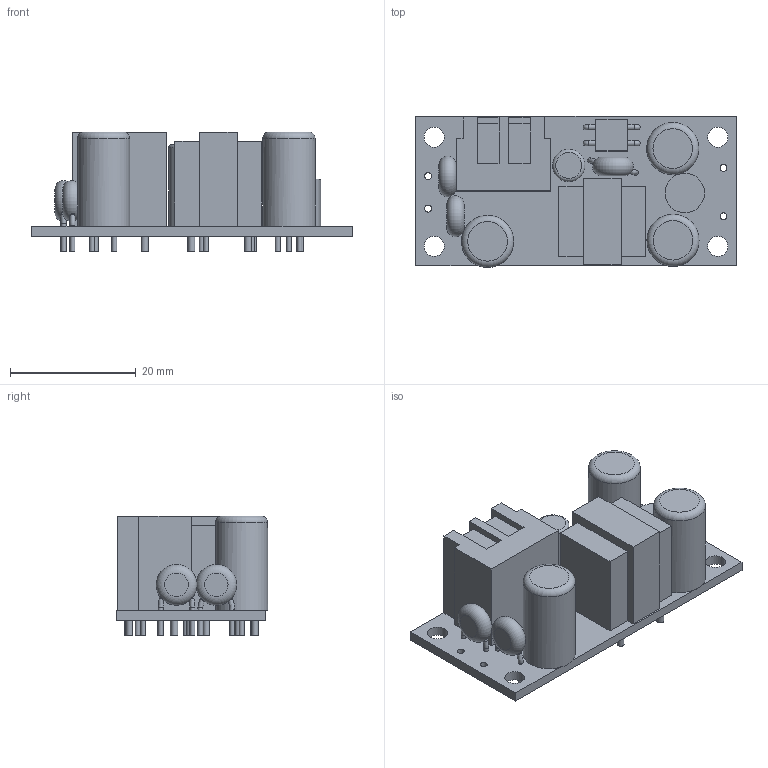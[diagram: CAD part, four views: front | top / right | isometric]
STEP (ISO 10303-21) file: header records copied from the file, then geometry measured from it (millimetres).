
FILE_DESCRIPTION(/* description */ (''),/* implementation_level */ '2;1');
FILE_NAME(/* name */ 'SANMIM SM-PLG06A v6.step',/* time_stamp */ '2021-04-14T00:57:05+02:00',/* author */ (''),/* organization */ (''),/* preprocessor_version */ 'ST-DEVELOPER v18.1',/* originating_system */ 'Autodesk Translation Framework v10.6.0.1341',/* authorisation */ '');
FILE_SCHEMA (('AUTOMOTIVE_DESIGN { 1 0 10303 214 3 1 1 }'));
Length unit declared in the file: millimetre
Products named in the file (1): SANMIM SM-PLG06A
Bounding box: 51 x 24.09 x 19.1 mm (x, y, z)
Volume: 10041.8 mm3; surface area: 6501.2 mm2
Topology: 1 solids, 1 shells, 167 faces, 366 edges, 241 vertices
Faces by surface type: plane 88, cylinder 57, torus 11, bspline 11
Full cylindrical faces by diameter (mm): 0.8 x29, 1.1 x14, 3.2 x4, 5.144 x1, 6.3 x1, 8.3 x3
Entity records: 5999 total; most frequent: CARTESIAN_POINT 1911, DIRECTION 827, ORIENTED_EDGE 732, EDGE_CURVE 366, AXIS2_PLACEMENT_3D 323, VERTEX_POINT 241, EDGE_LOOP 237, LINE 181
